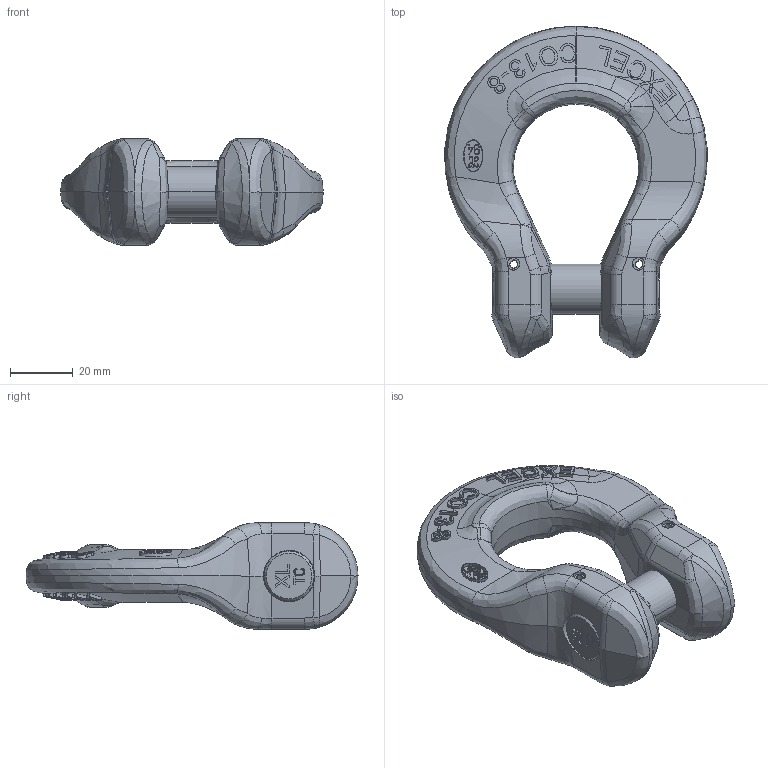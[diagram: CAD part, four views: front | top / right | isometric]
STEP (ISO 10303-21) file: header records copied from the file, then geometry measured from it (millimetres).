
FILE_DESCRIPTION(('STEP AP214'),'1');
FILE_NAME('co13j.stp','2018-02-28T09:14:58',('TraceParts'),('TraceParts S.A.'),'Spatial InterOp 3D',' ',' ');
FILE_SCHEMA(('automotive_design'));
Length unit declared in the file: millimetre
Products named in the file (4): co13j_1; co13j_2; co13j_3; co13j_4
Bounding box: 83.85 x 106 x 34 mm (x, y, z)
Volume: 89024.7 mm3; surface area: 24353.5 mm2
Topology: 4 solids, 4 shells, 764 faces, 1991 edges, 1263 vertices
Faces by surface type: bspline 388, plane 268, cylinder 74, cone 34
Entity records: 48598 total; most frequent: CARTESIAN_POINT 27152, ORIENTED_EDGE 3972, EDGE_CURVE 1986, DIRECTION 1866, VERTEX_POINT 1263, B_SPLINE_CURVE_WITH_KNOTS 1027, EDGE_LOOP 813, STYLED_ITEM 768
